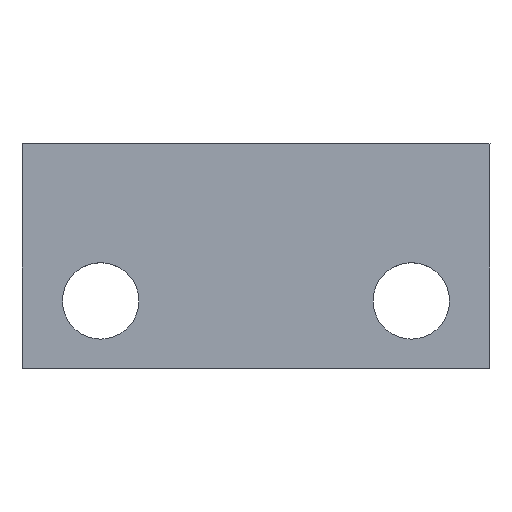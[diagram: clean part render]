
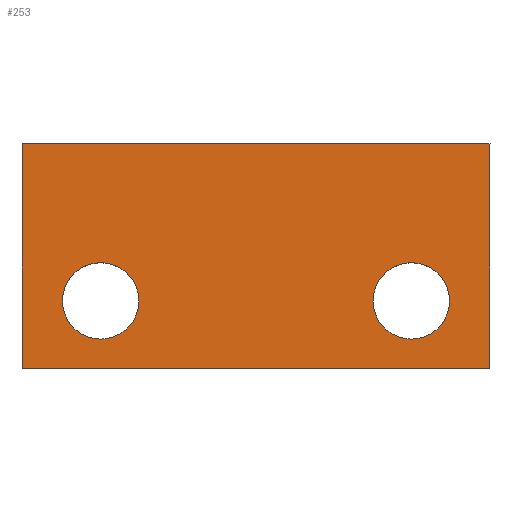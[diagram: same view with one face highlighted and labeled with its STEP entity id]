
A CAD part, top view. The second image highlights one B-rep face of the part: STEP entity #253.
In plain terms, the highlighted planar face has unit normal (0, 0, 1).
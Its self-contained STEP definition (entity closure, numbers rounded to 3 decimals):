
#18 = CARTESIAN_POINT ( 'NONE',  ( 5.41, -17., 2. ) ) ;
#19 = ORIENTED_EDGE ( 'NONE', *, *, #153, .T. ) ;
#26 = CARTESIAN_POINT ( 'NONE',  ( -11.91, -10., 2. ) ) ;
#29 = DIRECTION ( 'NONE',  ( 1., 0., 0. ) ) ;
#32 = DIRECTION ( 'NONE',  ( 0., 0., -1. ) ) ;
#39 = DIRECTION ( 'NONE',  ( 0., -1., 0. ) ) ;
#41 = CARTESIAN_POINT ( 'NONE',  ( -11.91, -20., 2. ) ) ;
#44 = EDGE_LOOP ( 'NONE', ( #347, #282 ) ) ;
#49 = CARTESIAN_POINT ( 'NONE',  ( -8.41, -17., 2. ) ) ;
#52 = VERTEX_POINT ( 'NONE', #203 ) ;
#57 = DIRECTION ( 'NONE',  ( 0., 1., 0. ) ) ;
#58 = EDGE_CURVE ( 'NONE', #404, #90, #257, .T. ) ;
#63 = DIRECTION ( 'NONE',  ( -1., 0., 0. ) ) ;
#65 = CARTESIAN_POINT ( 'NONE',  ( -11.91, -10., 2. ) ) ;
#67 = EDGE_LOOP ( 'NONE', ( #95, #441 ) ) ;
#69 = CARTESIAN_POINT ( 'NONE',  ( 3.71, -17., 2. ) ) ;
#80 = DIRECTION ( 'NONE',  ( 0., 0., 1. ) ) ;
#83 = CARTESIAN_POINT ( 'NONE',  ( 0., 0., 2. ) ) ;
#90 = VERTEX_POINT ( 'NONE', #69 ) ;
#95 = ORIENTED_EDGE ( 'NONE', *, *, #421, .T. ) ;
#100 = LINE ( 'NONE', #154, #204 ) ;
#101 = EDGE_CURVE ( 'NONE', #266, #145, #412, .T. ) ;
#102 = ORIENTED_EDGE ( 'NONE', *, *, #468, .T. ) ;
#112 = CARTESIAN_POINT ( 'NONE',  ( -11.91, -20., 2. ) ) ;
#113 = VERTEX_POINT ( 'NONE', #291 ) ;
#125 = PLANE ( 'NONE',  #288 ) ;
#129 = LINE ( 'NONE', #26, #384 ) ;
#141 = EDGE_CURVE ( 'NONE', #484, #266, #560, .T. ) ;
#145 = VERTEX_POINT ( 'NONE', #417 ) ;
#153 = EDGE_CURVE ( 'NONE', #113, #484, #129, .T. ) ;
#154 = CARTESIAN_POINT ( 'NONE',  ( 8.91, -10., 2. ) ) ;
#172 = FACE_BOUND ( 'NONE', #67, .T. ) ;
#180 = DIRECTION ( 'NONE',  ( 0., 0., -1. ) ) ;
#196 = VERTEX_POINT ( 'NONE', #256 ) ;
#197 = DIRECTION ( 'NONE',  ( -1., 0., 0. ) ) ;
#201 = EDGE_LOOP ( 'NONE', ( #102, #19, #355, #226 ) ) ;
#203 = CARTESIAN_POINT ( 'NONE',  ( -10.11, -17., 2. ) ) ;
#204 = VECTOR ( 'NONE', #57, 1000. ) ;
#205 = DIRECTION ( 'NONE',  ( -1., 0., 0. ) ) ;
#207 = CARTESIAN_POINT ( 'NONE',  ( -11.91, -10., 2. ) ) ;
#211 = FACE_BOUND ( 'NONE', #44, .T. ) ;
#222 = DIRECTION ( 'NONE',  ( -1., 0., 0. ) ) ;
#226 = ORIENTED_EDGE ( 'NONE', *, *, #101, .T. ) ;
#253 = ADVANCED_FACE ( 'NONE', ( #211, #172, #338 ), #125, .T. ) ;
#255 = DIRECTION ( 'NONE',  ( 1., 0., 0. ) ) ;
#256 = CARTESIAN_POINT ( 'NONE',  ( -6.71, -17., 2. ) ) ;
#257 = CIRCLE ( 'NONE', #399, 1.7 ) ;
#264 = CIRCLE ( 'NONE', #458, 1.7 ) ;
#266 = VERTEX_POINT ( 'NONE', #41 ) ;
#277 = CARTESIAN_POINT ( 'NONE',  ( 7.11, -17., 2. ) ) ;
#282 = ORIENTED_EDGE ( 'NONE', *, *, #379, .T. ) ;
#288 = AXIS2_PLACEMENT_3D ( 'NONE', #83, #80, #255 ) ;
#291 = CARTESIAN_POINT ( 'NONE',  ( 8.91, -10., 2. ) ) ;
#306 = EDGE_CURVE ( 'NONE', #52, #196, #264, .T. ) ;
#320 = DIRECTION ( 'NONE',  ( 0., 0., -1. ) ) ;
#324 = DIRECTION ( 'NONE',  ( 0., 0., -1. ) ) ;
#329 = CIRCLE ( 'NONE', #344, 1.7 ) ;
#338 = FACE_OUTER_BOUND ( 'NONE', #201, .T. ) ;
#344 = AXIS2_PLACEMENT_3D ( 'NONE', #18, #320, #197 ) ;
#347 = ORIENTED_EDGE ( 'NONE', *, *, #58, .T. ) ;
#355 = ORIENTED_EDGE ( 'NONE', *, *, #141, .T. ) ;
#368 = CARTESIAN_POINT ( 'NONE',  ( 5.41, -17., 2. ) ) ;
#373 = DIRECTION ( 'NONE',  ( -1., 0., 0. ) ) ;
#379 = EDGE_CURVE ( 'NONE', #90, #404, #329, .T. ) ;
#380 = VECTOR ( 'NONE', #39, 1000. ) ;
#384 = VECTOR ( 'NONE', #205, 1000. ) ;
#387 = AXIS2_PLACEMENT_3D ( 'NONE', #49, #324, #63 ) ;
#399 = AXIS2_PLACEMENT_3D ( 'NONE', #368, #32, #373 ) ;
#404 = VERTEX_POINT ( 'NONE', #277 ) ;
#412 = LINE ( 'NONE', #112, #557 ) ;
#413 = CIRCLE ( 'NONE', #387, 1.7 ) ;
#417 = CARTESIAN_POINT ( 'NONE',  ( 8.91, -20., 2. ) ) ;
#421 = EDGE_CURVE ( 'NONE', #196, #52, #413, .T. ) ;
#428 = CARTESIAN_POINT ( 'NONE',  ( -8.41, -17., 2. ) ) ;
#441 = ORIENTED_EDGE ( 'NONE', *, *, #306, .T. ) ;
#458 = AXIS2_PLACEMENT_3D ( 'NONE', #428, #180, #222 ) ;
#468 = EDGE_CURVE ( 'NONE', #145, #113, #100, .T. ) ;
#484 = VERTEX_POINT ( 'NONE', #65 ) ;
#557 = VECTOR ( 'NONE', #29, 1000. ) ;
#560 = LINE ( 'NONE', #207, #380 ) ;
